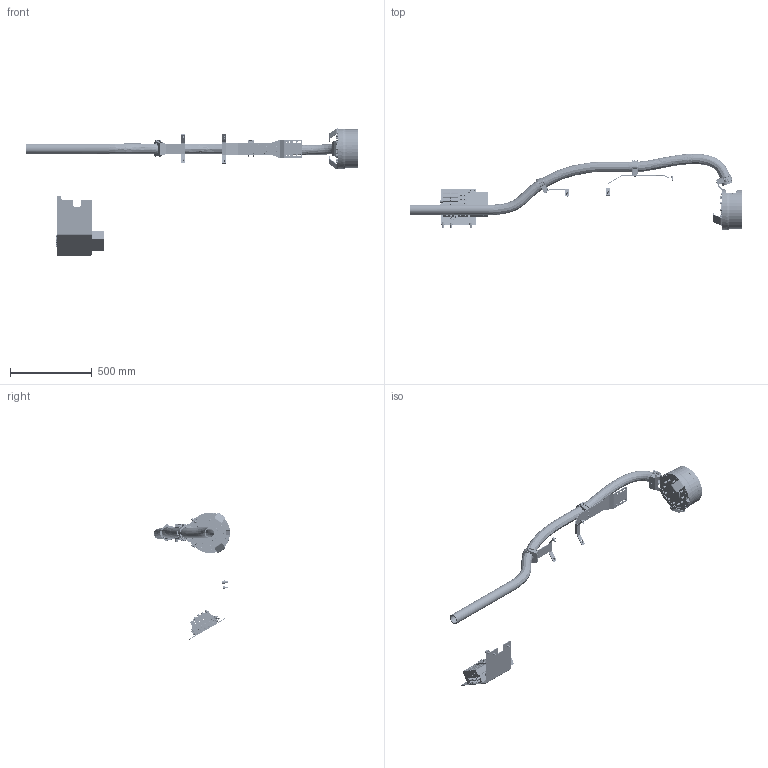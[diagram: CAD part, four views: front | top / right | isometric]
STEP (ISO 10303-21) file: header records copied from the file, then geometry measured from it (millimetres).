
FILE_DESCRIPTION (( 'STEP AP203' ), '1' );
FILE_NAME ('TS151L-611.STEP', '2020-02-27T15:15:45', ( '' ), ( '' ), 'SwSTEP 2.0', 'SolidWorks 2017', '' );
FILE_SCHEMA (( 'CONFIG_CONTROL_DESIGN' ));
Products named in the file (1): TS151L-611
Bounding box: 2032.07 x 465.75 x 778.35 mm (x, y, z)
Surface area: 2219225.9 mm2 (no closed solid volume)
Topology: 0 solids, 156 shells, 8408 faces, 21491 edges, 13924 vertices
Faces by surface type: plane 3548, cylinder 2148, bspline 2092, cone 369, torus 193, sphere 58
Entity records: 398625 total; most frequent: CARTESIAN_POINT 207637, ORIENTED_EDGE 42608, DIRECTION 34365, EDGE_CURVE 21319, VERTEX_POINT 13888, AXIS2_PLACEMENT_3D 11855, VECTOR 10655, LINE 10655
